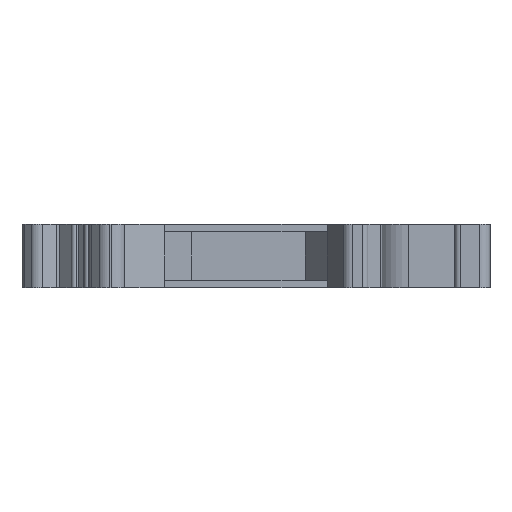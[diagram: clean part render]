
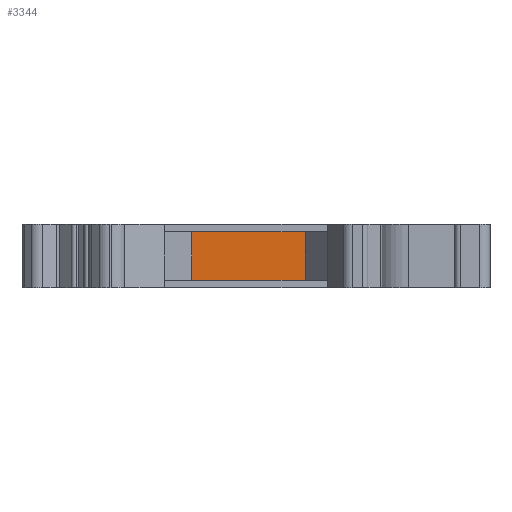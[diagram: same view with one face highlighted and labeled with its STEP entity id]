
A CAD part, left-side view. The second image highlights one B-rep face of the part: STEP entity #3344.
In plain terms, the highlighted planar face has unit normal (-1, 0, 0).
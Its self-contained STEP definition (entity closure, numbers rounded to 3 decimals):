
#711=DIRECTION('',(0.,1.,0.));
#712=VECTOR('',#711,11.127);
#713=CARTESIAN_POINT('',(-15.554,11.49,-2.4));
#714=LINE('',#713,#712);
#759=DIRECTION('',(0.,0.,1.));
#760=VECTOR('',#759,4.8);
#761=CARTESIAN_POINT('',(-15.554,11.49,-2.4));
#762=LINE('',#761,#760);
#763=DIRECTION('',(0.,0.,1.));
#764=VECTOR('',#763,4.8);
#765=CARTESIAN_POINT('',(-15.554,22.617,-2.4));
#766=LINE('',#765,#764);
#2093=DIRECTION('',(0.,1.,0.));
#2094=VECTOR('',#2093,11.127);
#2095=CARTESIAN_POINT('',(-15.554,11.49,2.4));
#2096=LINE('',#2095,#2094);
#2821=CARTESIAN_POINT('',(-15.554,11.49,-2.4));
#2822=CARTESIAN_POINT('',(-15.554,22.617,-2.4));
#2823=VERTEX_POINT('',#2821);
#2824=VERTEX_POINT('',#2822);
#2829=CARTESIAN_POINT('',(-15.554,11.49,2.4));
#2830=CARTESIAN_POINT('',(-15.554,22.617,2.4));
#2831=VERTEX_POINT('',#2829);
#2832=VERTEX_POINT('',#2830);
#3331=CARTESIAN_POINT('',(-15.554,11.49,-2.4));
#3332=DIRECTION('',(1.,0.,0.));
#3333=DIRECTION('',(0.,1.,0.));
#3334=AXIS2_PLACEMENT_3D('',#3331,#3332,#3333);
#3335=PLANE('',#3334);
#3336=ORIENTED_EDGE('',*,*,#3248,.T.);
#3338=ORIENTED_EDGE('',*,*,#3337,.T.);
#3340=ORIENTED_EDGE('',*,*,#3339,.F.);
#3341=ORIENTED_EDGE('',*,*,#3324,.F.);
#3342=EDGE_LOOP('',(#3336,#3338,#3340,#3341));
#3343=FACE_OUTER_BOUND('',#3342,.F.);
#3344=ADVANCED_FACE('',(#3343),#3335,.F.);
#3248=EDGE_CURVE('',#2823,#2824,#714,.T.);
#3324=EDGE_CURVE('',#2823,#2831,#762,.T.);
#3337=EDGE_CURVE('',#2824,#2832,#766,.T.);
#3339=EDGE_CURVE('',#2831,#2832,#2096,.T.);
